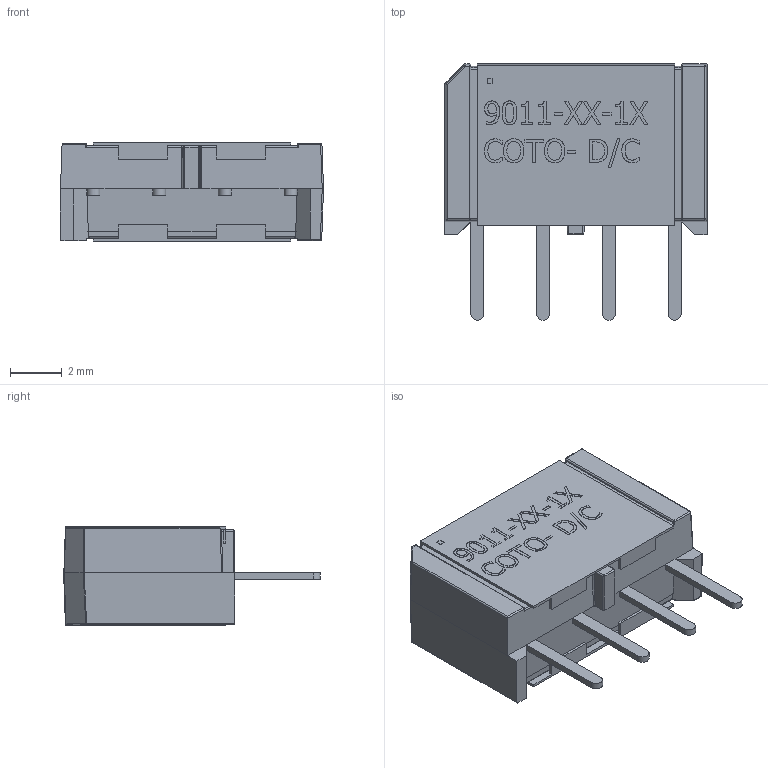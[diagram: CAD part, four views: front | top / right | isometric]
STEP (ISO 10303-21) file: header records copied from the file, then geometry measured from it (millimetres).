
FILE_DESCRIPTION((''),'2;1');
FILE_NAME('9011 (A).stp','2012-09-17T17:38:43',('odafonseca'),(''),'Autodesk Inventor 2011','Autodesk Inventor 2011','');
FILE_SCHEMA(('AUTOMOTIVE_DESIGN { 1 0 10303 214 1 1 1 1 }'));
Length unit declared in the file: inch
Products named in the file (1): 9011 (A)
Bounding box: 10.16 x 9.91 x 3.81 mm (x, y, z)
Volume: 144.5 mm3; surface area: 655.4 mm2
Topology: 1 solids, 2 shells, 393 faces, 1022 edges, 646 vertices
Faces by surface type: plane 225, bspline 104, cylinder 50, sphere 14
Full cylindrical faces by diameter (mm): 1.588 x2, 2.362 x1
Entity records: 12737 total; most frequent: CARTESIAN_POINT 3442, ORIENTED_EDGE 2010, DIRECTION 1468, EDGE_CURVE 1005, VECTOR 708, LINE 708, VERTEX_POINT 646, EDGE_LOOP 423
